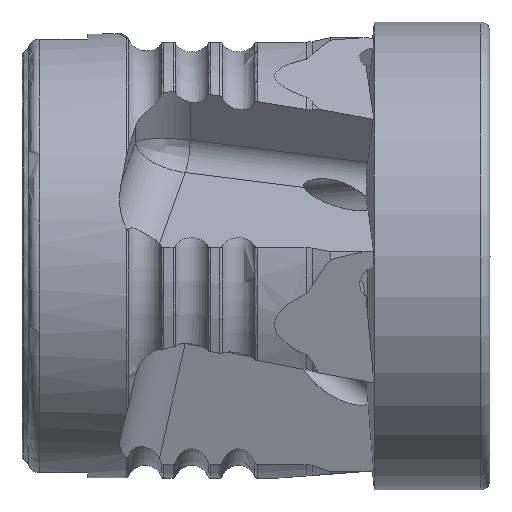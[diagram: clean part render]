
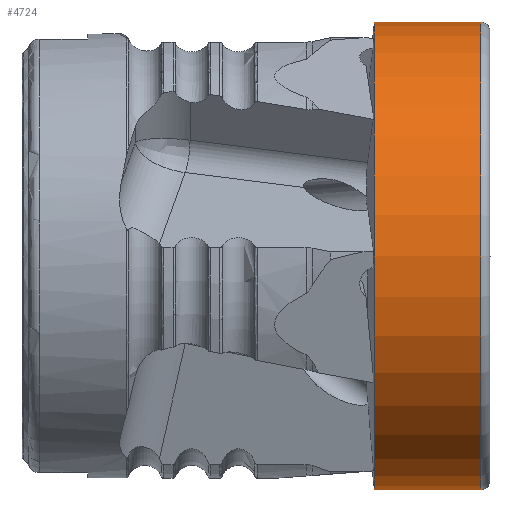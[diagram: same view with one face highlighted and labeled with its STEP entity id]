
A CAD part, front view. The second image highlights one B-rep face of the part: STEP entity #4724.
In plain terms, the highlighted cylindrical face has radius 19.987 mm (diameter 39.974 mm), a full revolution.
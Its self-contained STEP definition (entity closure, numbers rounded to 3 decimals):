
#542 = EDGE_CURVE ( 'NONE', #4321, #4321, #8800, .T. ) ;
#618 = AXIS2_PLACEMENT_3D ( 'NONE', #6908, #4375, #10259 ) ;
#805 = ORIENTED_EDGE ( 'NONE', *, *, #542, .T. ) ;
#968 = AXIS2_PLACEMENT_3D ( 'NONE', #2980, #8769, #3812 ) ;
#1084 = CARTESIAN_POINT ( 'NONE',  ( -0.207, 19.987, 0. ) ) ;
#1363 = EDGE_CURVE ( 'NONE', #1601, #1601, #9528, .T. ) ;
#1601 = VERTEX_POINT ( 'NONE', #1084 ) ;
#2368 = ORIENTED_EDGE ( 'NONE', *, *, #1363, .F. ) ;
#2763 = DIRECTION ( 'NONE',  ( 0., 1., 0. ) ) ;
#2800 = DIRECTION ( 'NONE',  ( 1., 0., 0. ) ) ;
#2980 = CARTESIAN_POINT ( 'NONE',  ( -0.207, 0., 0. ) ) ;
#3214 = CARTESIAN_POINT ( 'NONE',  ( -9.287, 0., 0. ) ) ;
#3469 = AXIS2_PLACEMENT_3D ( 'NONE', #3214, #2800, #2763 ) ;
#3480 = EDGE_LOOP ( 'NONE', ( #805 ) ) ;
#3812 = DIRECTION ( 'NONE',  ( 0., 1., 0. ) ) ;
#4321 = VERTEX_POINT ( 'NONE', #8502 ) ;
#4375 = DIRECTION ( 'NONE',  ( 1., 0., 0. ) ) ;
#4724 = ADVANCED_FACE ( 'NONE', ( #5711, #10158 ), #6894, .T. ) ;
#5711 = FACE_OUTER_BOUND ( 'NONE', #3480, .T. ) ;
#6894 = CYLINDRICAL_SURFACE ( 'NONE', #618, 19.987 ) ;
#6908 = CARTESIAN_POINT ( 'NONE',  ( 6.903, 0., 0. ) ) ;
#7835 = EDGE_LOOP ( 'NONE', ( #2368 ) ) ;
#8502 = CARTESIAN_POINT ( 'NONE',  ( -9.287, 19.987, 0. ) ) ;
#8769 = DIRECTION ( 'NONE',  ( 1., 0., 0. ) ) ;
#8800 = CIRCLE ( 'NONE', #3469, 19.987 ) ;
#9528 = CIRCLE ( 'NONE', #968, 19.987 ) ;
#10158 = FACE_OUTER_BOUND ( 'NONE', #7835, .T. ) ;
#10259 = DIRECTION ( 'NONE',  ( 0., 1., 0. ) ) ;
